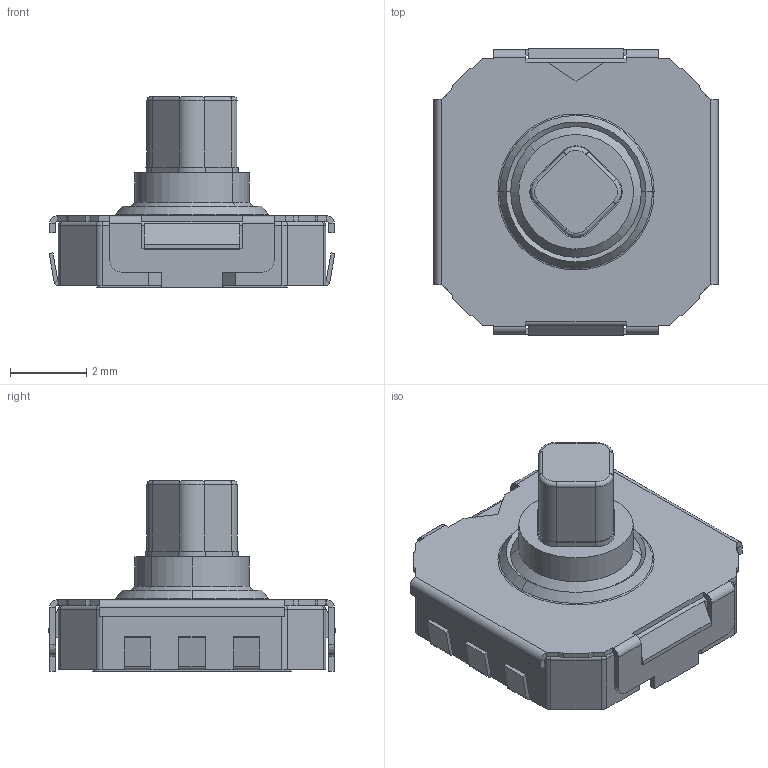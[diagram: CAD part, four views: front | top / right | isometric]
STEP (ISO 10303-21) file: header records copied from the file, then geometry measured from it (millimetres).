
FILE_DESCRIPTION (( 'STEP AP214' ), '1' );
FILE_NAME ('SKRHAC.STEP', '2010-12-03T08:01:34', ( '' ), ( '' ), 'SwSTEP 2.0', 'SolidWorks 2007', '' );
FILE_SCHEMA (( 'AUTOMOTIVE_DESIGN' ));
Length unit declared in the file: millimetre
Products named in the file (1): SKRHAC
Bounding box: 7.48 x 7.5 x 5 mm (x, y, z)
Volume: 104.8 mm3; surface area: 211.6 mm2
Topology: 1 solids, 1 shells, 286 faces, 738 edges, 450 vertices
Faces by surface type: plane 188, cylinder 76, bspline 16, cone 6
Entity records: 11955 total; most frequent: CARTESIAN_POINT 1825, ORIENTED_EDGE 1476, DIRECTION 1436, EDGE_CURVE 738, VECTOR 554, LINE 554, VERTEX_POINT 450, AXIS2_PLACEMENT_3D 441
